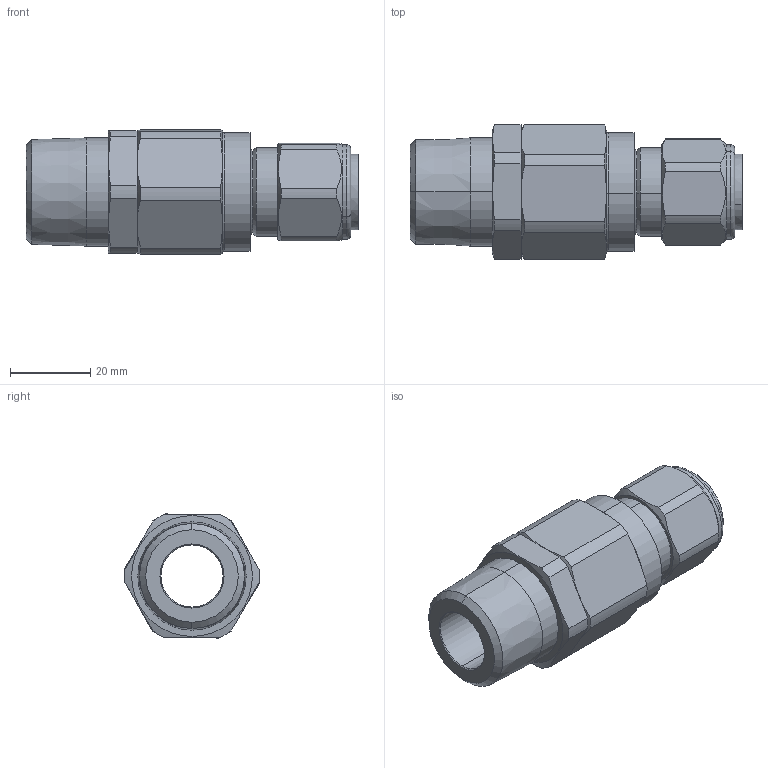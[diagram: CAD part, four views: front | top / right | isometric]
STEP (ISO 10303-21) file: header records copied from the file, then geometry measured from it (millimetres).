
FILE_DESCRIPTION (( 'STEP AP203' ), '1' );
FILE_NAME ('20SPX2K%1RA032.STEP', '2021-05-11T13:41:51', ( '' ), ( '' ), 'SwSTEP 2.0', 'SolidWorks 2017', '' );
FILE_SCHEMA (( 'CONFIG_CONTROL_DESIGN' ));
Length unit declared in the file: millimetre
Products named in the file (1): 20SPX2K%1RA032
Bounding box: 82.55 x 33.55 x 30.86 mm (x, y, z)
Volume: 34215.2 mm3; surface area: 12915.3 mm2
Topology: 1 solids, 1 shells, 106 faces, 252 edges, 156 vertices
Faces by surface type: cylinder 36, plane 34, cone 30, torus 6
Entity records: 3331 total; most frequent: CARTESIAN_POINT 787, DIRECTION 540, ORIENTED_EDGE 504, EDGE_CURVE 252, AXIS2_PLACEMENT_3D 225, VERTEX_POINT 156, CIRCLE 118, EDGE_LOOP 116
